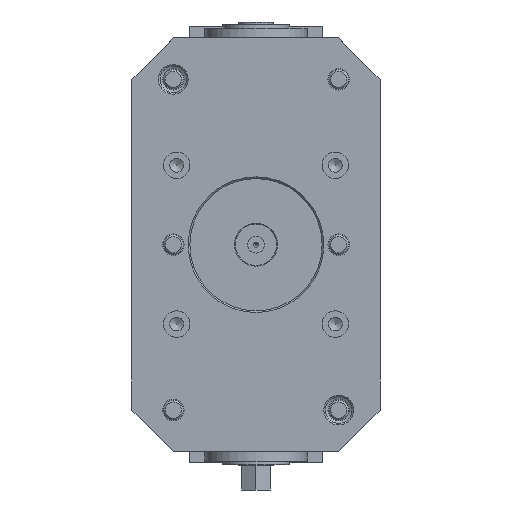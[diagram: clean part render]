
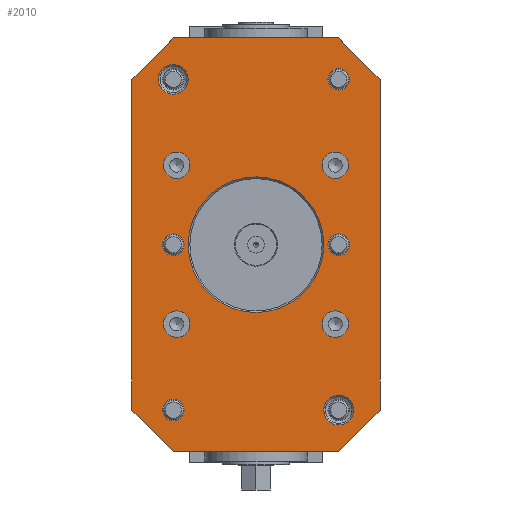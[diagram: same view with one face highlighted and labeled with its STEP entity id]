
A CAD part, front view. The second image highlights one B-rep face of the part: STEP entity #2010.
In plain terms, the highlighted planar face has unit normal (0, -1, 0).
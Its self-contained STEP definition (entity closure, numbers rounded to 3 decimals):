
#412=CARTESIAN_POINT('',(17.894,-81.576,25.0));
#413=VERTEX_POINT('',#412);
#414=CARTESIAN_POINT('',(24.394,-81.576,25.0));
#415=DIRECTION('',(0.0,1.0,0.0));
#416=DIRECTION('',(1.0,0.0,0.0));
#417=AXIS2_PLACEMENT_3D('',#414,#415,#416);
#418=CIRCLE('',#417,6.5);
#419=EDGE_CURVE('',#413,#413,#418,.T.);
#644=CARTESIAN_POINT('',(117.894,-81.576,225.0));
#645=VERTEX_POINT('',#644);
#646=CARTESIAN_POINT('',(124.394,-81.576,225.0));
#647=DIRECTION('',(0.0,1.0,0.0));
#648=DIRECTION('',(1.0,0.0,0.0));
#649=AXIS2_PLACEMENT_3D('',#646,#647,#648);
#650=CIRCLE('',#649,6.5);
#651=EDGE_CURVE('',#645,#645,#650,.T.);
#876=CARTESIAN_POINT('',(17.894,-81.576,125.0));
#877=VERTEX_POINT('',#876);
#878=CARTESIAN_POINT('',(24.394,-81.576,125.0));
#879=DIRECTION('',(0.0,1.0,0.0));
#880=DIRECTION('',(1.0,0.0,0.0));
#881=AXIS2_PLACEMENT_3D('',#878,#879,#880);
#882=CIRCLE('',#881,6.5);
#883=EDGE_CURVE('',#877,#877,#882,.T.);
#992=CARTESIAN_POINT('',(117.894,-81.576,125.0));
#993=VERTEX_POINT('',#992);
#994=CARTESIAN_POINT('',(124.394,-81.576,125.0));
#995=DIRECTION('',(0.0,1.0,0.0));
#996=DIRECTION('',(1.0,0.0,0.0));
#997=AXIS2_PLACEMENT_3D('',#994,#995,#996);
#998=CIRCLE('',#997,6.5);
#999=EDGE_CURVE('',#993,#993,#998,.T.);
#1213=CARTESIAN_POINT('',(149.394,-81.576,225.0));
#1214=VERTEX_POINT('',#1213);
#1221=CARTESIAN_POINT('',(149.394,-81.576,25.0));
#1222=VERTEX_POINT('',#1221);
#1223=CARTESIAN_POINT('',(149.394,-81.576,225.0));
#1224=DIRECTION('',(0.0,0.0,-1.0));
#1225=VECTOR('',#1224,200.0);
#1226=LINE('',#1223,#1225);
#1227=EDGE_CURVE('',#1214,#1222,#1226,.T.);
#1246=CARTESIAN_POINT('',(124.394,-81.576,250.0));
#1247=VERTEX_POINT('',#1246);
#1254=CARTESIAN_POINT('',(124.394,-81.576,250.));
#1255=DIRECTION('',(0.707,0.0,-0.707));
#1256=VECTOR('',#1255,35.355);
#1257=LINE('',#1254,#1256);
#1258=EDGE_CURVE('',#1247,#1214,#1257,.T.);
#1301=CARTESIAN_POINT('',(24.394,-81.576,250.0));
#1302=VERTEX_POINT('',#1301);
#1311=CARTESIAN_POINT('',(24.394,-81.576,250.0));
#1312=DIRECTION('',(1.0,0.0,0.0));
#1313=VECTOR('',#1312,100.);
#1314=LINE('',#1311,#1313);
#1315=EDGE_CURVE('',#1302,#1247,#1314,.T.);
#1389=CARTESIAN_POINT('',(24.394,-81.576,0.0));
#1390=VERTEX_POINT('',#1389);
#1407=CARTESIAN_POINT('',(124.394,-81.576,0.0));
#1408=VERTEX_POINT('',#1407);
#1415=CARTESIAN_POINT('',(124.394,-81.576,0.0));
#1416=DIRECTION('',(-1.0,0.0,0.0));
#1417=VECTOR('',#1416,100.);
#1418=LINE('',#1415,#1417);
#1419=EDGE_CURVE('',#1408,#1390,#1418,.T.);
#1440=CARTESIAN_POINT('',(-0.606,-81.576,25.0));
#1441=VERTEX_POINT('',#1440);
#1448=CARTESIAN_POINT('',(-0.606,-81.576,225.0));
#1449=VERTEX_POINT('',#1448);
#1450=CARTESIAN_POINT('',(-0.606,-81.576,25.0));
#1451=DIRECTION('',(0.0,0.0,1.0));
#1452=VECTOR('',#1451,200.0);
#1453=LINE('',#1450,#1452);
#1454=EDGE_CURVE('',#1441,#1449,#1453,.T.);
#1474=CARTESIAN_POINT('',(24.394,-81.576,0.));
#1475=DIRECTION('',(-0.707,0.0,0.707));
#1476=VECTOR('',#1475,35.355);
#1477=LINE('',#1474,#1476);
#1478=EDGE_CURVE('',#1390,#1441,#1477,.T.);
#1493=CARTESIAN_POINT('',(-0.606,-81.576,225.));
#1494=DIRECTION('',(0.707,0.0,0.707));
#1495=VECTOR('',#1494,35.355);
#1496=LINE('',#1493,#1495);
#1497=EDGE_CURVE('',#1449,#1302,#1496,.T.);
#1512=CARTESIAN_POINT('',(149.394,-81.576,25.));
#1513=DIRECTION('',(-0.707,0.0,-0.707));
#1514=VECTOR('',#1513,35.355);
#1515=LINE('',#1512,#1514);
#1516=EDGE_CURVE('',#1222,#1408,#1515,.T.);
#1654=CARTESIAN_POINT('',(33.394,-81.576,225.0));
#1655=VERTEX_POINT('',#1654);
#1656=CARTESIAN_POINT('',(24.394,-81.576,225.0));
#1657=DIRECTION('',(0.0,-1.0,0.0));
#1658=DIRECTION('',(-1.0,0.0,0.0));
#1659=AXIS2_PLACEMENT_3D('',#1656,#1657,#1658);
#1660=CIRCLE('',#1659,9.);
#1661=EDGE_CURVE('',#1655,#1655,#1660,.T.);
#1715=CARTESIAN_POINT('',(133.394,-81.576,25.0));
#1716=VERTEX_POINT('',#1715);
#1717=CARTESIAN_POINT('',(124.394,-81.576,25.0));
#1718=DIRECTION('',(0.0,-1.0,0.0));
#1719=DIRECTION('',(-1.0,0.0,0.0));
#1720=AXIS2_PLACEMENT_3D('',#1717,#1718,#1719);
#1721=CIRCLE('',#1720,9.);
#1722=EDGE_CURVE('',#1716,#1716,#1721,.T.);
#1922=CARTESIAN_POINT('',(187.663,-81.576,250.0));
#1923=DIRECTION('',(0.0,1.0,0.0));
#1924=DIRECTION('',(0.0,0.0,1.0));
#1925=AXIS2_PLACEMENT_3D('',#1922,#1923,#1924);
#1926=PLANE('',#1925);
#1927=ORIENTED_EDGE('',*,*,#1478,.F.);
#1928=ORIENTED_EDGE('',*,*,#1419,.F.);
#1929=ORIENTED_EDGE('',*,*,#1516,.F.);
#1930=ORIENTED_EDGE('',*,*,#1227,.F.);
#1931=ORIENTED_EDGE('',*,*,#1258,.F.);
#1932=ORIENTED_EDGE('',*,*,#1315,.F.);
#1933=ORIENTED_EDGE('',*,*,#1497,.F.);
#1934=ORIENTED_EDGE('',*,*,#1454,.F.);
#1935=EDGE_LOOP('',(#1927,#1928,#1929,#1930,#1931,#1932,#1933,#1934));
#1936=FACE_OUTER_BOUND('',#1935,.T.);
#1937=CARTESIAN_POINT('',(34.394,-81.576,77.0));
#1938=VERTEX_POINT('',#1937);
#1939=CARTESIAN_POINT('',(26.394,-81.576,77.0));
#1940=DIRECTION('',(0.0,1.0,0.0));
#1941=DIRECTION('',(1.0,0.0,0.0));
#1942=AXIS2_PLACEMENT_3D('',#1939,#1940,#1941);
#1943=CIRCLE('',#1942,8.0);
#1944=EDGE_CURVE('',#1938,#1938,#1943,.T.);
#1945=ORIENTED_EDGE('',*,*,#1944,.T.);
#1946=EDGE_LOOP('',(#1945));
#1947=FACE_BOUND('',#1946,.T.);
#1948=CARTESIAN_POINT('',(130.394,-81.576,77.0));
#1949=VERTEX_POINT('',#1948);
#1950=CARTESIAN_POINT('',(122.394,-81.576,77.0));
#1951=DIRECTION('',(0.0,1.0,0.0));
#1952=DIRECTION('',(1.0,0.0,0.0));
#1953=AXIS2_PLACEMENT_3D('',#1950,#1951,#1952);
#1954=CIRCLE('',#1953,8.0);
#1955=EDGE_CURVE('',#1949,#1949,#1954,.T.);
#1956=ORIENTED_EDGE('',*,*,#1955,.T.);
#1957=EDGE_LOOP('',(#1956));
#1958=FACE_BOUND('',#1957,.T.);
#1959=CARTESIAN_POINT('',(130.394,-81.576,173.0));
#1960=VERTEX_POINT('',#1959);
#1961=CARTESIAN_POINT('',(122.394,-81.576,173.0));
#1962=DIRECTION('',(0.0,1.0,0.0));
#1963=DIRECTION('',(1.0,0.0,0.0));
#1964=AXIS2_PLACEMENT_3D('',#1961,#1962,#1963);
#1965=CIRCLE('',#1964,8.0);
#1966=EDGE_CURVE('',#1960,#1960,#1965,.T.);
#1967=ORIENTED_EDGE('',*,*,#1966,.T.);
#1968=EDGE_LOOP('',(#1967));
#1969=FACE_BOUND('',#1968,.T.);
#1970=CARTESIAN_POINT('',(34.394,-81.576,173.0));
#1971=VERTEX_POINT('',#1970);
#1972=CARTESIAN_POINT('',(26.394,-81.576,173.0));
#1973=DIRECTION('',(0.0,1.0,0.0));
#1974=DIRECTION('',(1.0,0.0,0.0));
#1975=AXIS2_PLACEMENT_3D('',#1972,#1973,#1974);
#1976=CIRCLE('',#1975,8.0);
#1977=EDGE_CURVE('',#1971,#1971,#1976,.T.);
#1978=ORIENTED_EDGE('',*,*,#1977,.T.);
#1979=EDGE_LOOP('',(#1978));
#1980=FACE_BOUND('',#1979,.T.);
#1981=ORIENTED_EDGE('',*,*,#1722,.F.);
#1982=EDGE_LOOP('',(#1981));
#1983=FACE_BOUND('',#1982,.T.);
#1984=ORIENTED_EDGE('',*,*,#419,.T.);
#1985=EDGE_LOOP('',(#1984));
#1986=FACE_BOUND('',#1985,.T.);
#1987=ORIENTED_EDGE('',*,*,#651,.T.);
#1988=EDGE_LOOP('',(#1987));
#1989=FACE_BOUND('',#1988,.T.);
#1990=ORIENTED_EDGE('',*,*,#883,.T.);
#1991=EDGE_LOOP('',(#1990));
#1992=FACE_BOUND('',#1991,.T.);
#1993=ORIENTED_EDGE('',*,*,#999,.T.);
#1994=EDGE_LOOP('',(#1993));
#1995=FACE_BOUND('',#1994,.T.);
#1996=ORIENTED_EDGE('',*,*,#1661,.F.);
#1997=EDGE_LOOP('',(#1996));
#1998=FACE_BOUND('',#1997,.T.);
#1999=CARTESIAN_POINT('',(33.394,-81.576,125.0));
#2000=VERTEX_POINT('',#1999);
#2001=CARTESIAN_POINT('',(74.394,-81.576,125.0));
#2002=DIRECTION('',(0.0,-1.0,0.0));
#2003=DIRECTION('',(1.0,0.0,0.0));
#2004=AXIS2_PLACEMENT_3D('',#2001,#2002,#2003);
#2005=CIRCLE('',#2004,41.0);
#2006=EDGE_CURVE('',#2000,#2000,#2005,.T.);
#2007=ORIENTED_EDGE('',*,*,#2006,.F.);
#2008=EDGE_LOOP('',(#2007));
#2009=FACE_BOUND('',#2008,.T.);
#2010=ADVANCED_FACE('',(#1936,#1947,#1958,#1969,#1980,#1983,#1986,#1989,#1992,#1995,#1998,#2009),#1926,.F.);
